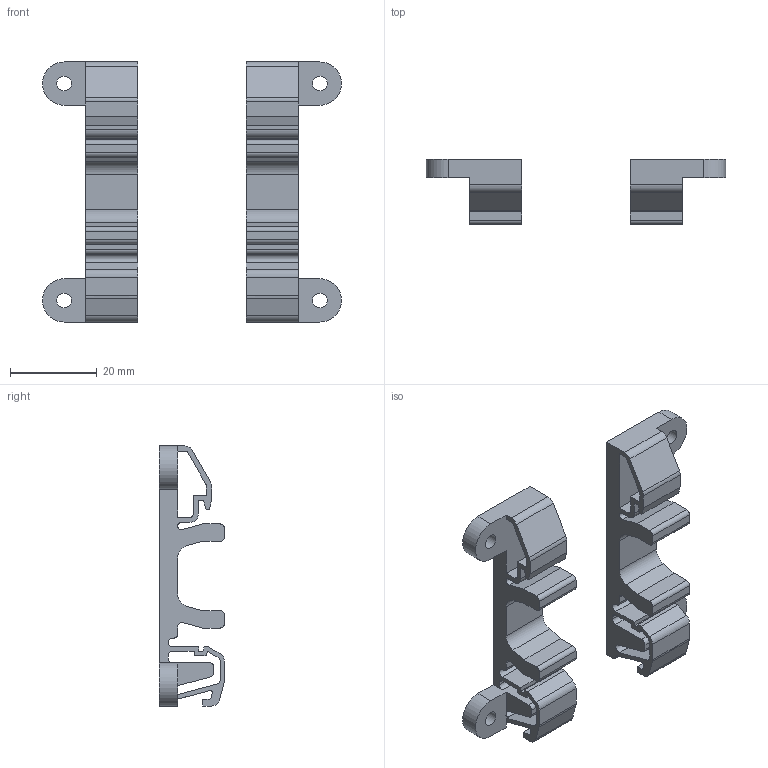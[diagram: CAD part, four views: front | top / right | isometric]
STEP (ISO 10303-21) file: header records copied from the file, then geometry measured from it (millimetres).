
FILE_DESCRIPTION(/* description */ (''),/* implementation_level */ '2;1');
FILE_NAME(/* name */ '5fc96cc198b5a51650d04bd0',/* time_stamp */ '2020-12-03T22:54:58+00:00',/* author */ (''),/* organization */ (''),/* preprocessor_version */ 'ST-DEVELOPER v16.7',/* originating_system */ $,/* authorisation */ $);
FILE_SCHEMA (('AUTOMOTIVE_DESIGN {1 0 10303 214 3 1 1}'));
Length unit declared in the file: metre
Products named in the file (2): Cable Clamp
Bounding box: 69 x 15 x 60 mm (x, y, z)
Volume: 11732.6 mm3; surface area: 10379.4 mm2
Topology: 2 solids, 2 shells, 321 faces, 1103 edges, 790 vertices
Faces by surface type: plane 178, cylinder 72, bspline 65, torus 6
Full cylindrical faces by diameter (mm): 3.4 x4
Entity records: 12508 total; most frequent: CARTESIAN_POINT 3439, ORIENTED_EDGE 2190, DIRECTION 1459, EDGE_CURVE 1095, VERTEX_POINT 786, LINE 647, VECTOR 647, AXIS2_PLACEMENT_3D 406
